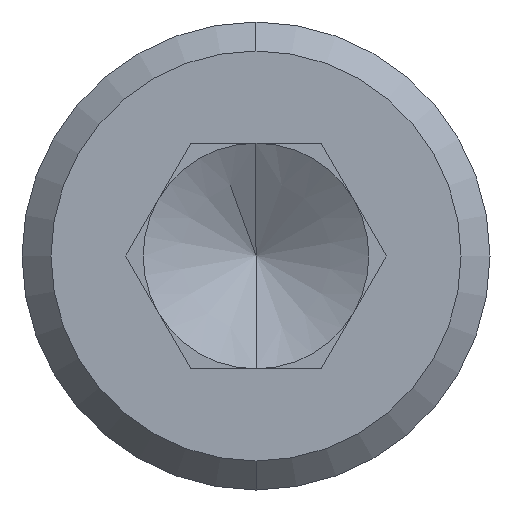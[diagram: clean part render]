
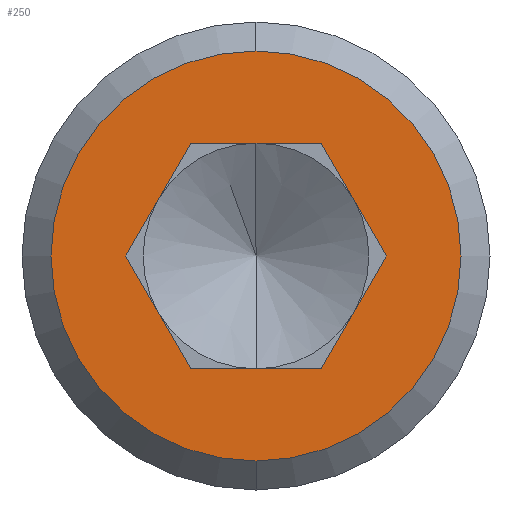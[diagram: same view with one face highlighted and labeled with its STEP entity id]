
A CAD part, left-side view. The second image highlights one B-rep face of the part: STEP entity #250.
In plain terms, the highlighted planar face has unit normal (-1, 0, 0).
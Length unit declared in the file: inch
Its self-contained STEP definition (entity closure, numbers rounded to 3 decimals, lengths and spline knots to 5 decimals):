
#3 = ORIENTED_EDGE ( 'NONE', *, *, #388, .T. ) ;
#7 = VERTEX_POINT ( 'NONE', #617 ) ;
#11 = LINE ( 'NONE', #633, #322 ) ;
#21 = ORIENTED_EDGE ( 'NONE', *, *, #421, .T. ) ;
#23 = LINE ( 'NONE', #43, #596 ) ;
#26 = DIRECTION ( 'NONE',  ( -1., 0., 0. ) ) ;
#29 = PLANE ( 'NONE',  #457 ) ;
#43 = CARTESIAN_POINT ( 'NONE',  ( 0., -0.03147, 0.0545 ) ) ;
#44 = LINE ( 'NONE', #723, #428 ) ;
#50 = ORIENTED_EDGE ( 'NONE', *, *, #127, .F. ) ;
#85 = ORIENTED_EDGE ( 'NONE', *, *, #708, .F. ) ;
#88 = EDGE_CURVE ( 'NONE', #351, #534, #11, .T. ) ;
#123 = VERTEX_POINT ( 'NONE', #136 ) ;
#127 = EDGE_CURVE ( 'NONE', #220, #123, #792, .T. ) ;
#136 = CARTESIAN_POINT ( 'NONE',  ( 0., 0.03147, 0.0545 ) ) ;
#137 = VERTEX_POINT ( 'NONE', #204 ) ;
#138 = DIRECTION ( 'NONE',  ( 0., 1., 0. ) ) ;
#142 = FACE_OUTER_BOUND ( 'NONE', #736, .T. ) ;
#171 = EDGE_CURVE ( 'NONE', #224, #7, #266, .T. ) ;
#189 = CARTESIAN_POINT ( 'NONE',  ( 0., 0.03147, -0.0545 ) ) ;
#204 = CARTESIAN_POINT ( 'NONE',  ( 0., -0.06293, 0. ) ) ;
#220 = VERTEX_POINT ( 'NONE', #393 ) ;
#224 = VERTEX_POINT ( 'NONE', #755 ) ;
#236 = CARTESIAN_POINT ( 'NONE',  ( 0., 0., 0. ) ) ;
#250 = ADVANCED_FACE ( 'NONE', ( #443, #142 ), #29, .T. ) ;
#264 = DIRECTION ( 'NONE',  ( 0., -0.5, -0.866 ) ) ;
#266 = CIRCLE ( 'NONE', #673, 0.099 ) ;
#277 = CARTESIAN_POINT ( 'NONE',  ( 0., 0.03147, -0.0545 ) ) ;
#287 = DIRECTION ( 'NONE',  ( -1., 0., 0. ) ) ;
#312 = LINE ( 'NONE', #189, #545 ) ;
#322 = VECTOR ( 'NONE', #264, 39.37008 ) ;
#351 = VERTEX_POINT ( 'NONE', #785 ) ;
#361 = CARTESIAN_POINT ( 'NONE',  ( 0., -0.03147, -0.0545 ) ) ;
#367 = VECTOR ( 'NONE', #138, 39.37008 ) ;
#368 = CIRCLE ( 'NONE', #717, 0.099 ) ;
#373 = ORIENTED_EDGE ( 'NONE', *, *, #88, .F. ) ;
#388 = EDGE_CURVE ( 'NONE', #7, #224, #368, .T. ) ;
#393 = CARTESIAN_POINT ( 'NONE',  ( 0., -0.03147, 0.0545 ) ) ;
#398 = DIRECTION ( 'NONE',  ( 0., 0., 1. ) ) ;
#401 = EDGE_CURVE ( 'NONE', #137, #464, #44, .T. ) ;
#402 = DIRECTION ( 'NONE',  ( 0., 0., 1. ) ) ;
#421 = EDGE_CURVE ( 'NONE', #220, #137, #23, .T. ) ;
#428 = VECTOR ( 'NONE', #726, 39.37008 ) ;
#443 = FACE_BOUND ( 'NONE', #506, .T. ) ;
#457 = AXIS2_PLACEMENT_3D ( 'NONE', #709, #26, #398 ) ;
#464 = VERTEX_POINT ( 'NONE', #361 ) ;
#488 = CARTESIAN_POINT ( 'NONE',  ( 0., 0.06293, 0. ) ) ;
#503 = CARTESIAN_POINT ( 'NONE',  ( 0., 0., 0. ) ) ;
#506 = EDGE_LOOP ( 'NONE', ( #700, #50, #21, #537, #85, #373 ) ) ;
#523 = DIRECTION ( 'NONE',  ( 0., -0.5, -0.866 ) ) ;
#534 = VERTEX_POINT ( 'NONE', #277 ) ;
#537 = ORIENTED_EDGE ( 'NONE', *, *, #401, .T. ) ;
#544 = DIRECTION ( 'NONE',  ( -1., 0., 0. ) ) ;
#545 = VECTOR ( 'NONE', #614, 39.37008 ) ;
#594 = DIRECTION ( 'NONE',  ( 0., 0., 1. ) ) ;
#596 = VECTOR ( 'NONE', #523, 39.37008 ) ;
#604 = LINE ( 'NONE', #488, #643 ) ;
#614 = DIRECTION ( 'NONE',  ( 0., -1., 0. ) ) ;
#617 = CARTESIAN_POINT ( 'NONE',  ( 0., 0., 0.099 ) ) ;
#625 = CARTESIAN_POINT ( 'NONE',  ( 0., -0.03147, 0.0545 ) ) ;
#633 = CARTESIAN_POINT ( 'NONE',  ( 0., 0.06293, 0. ) ) ;
#643 = VECTOR ( 'NONE', #739, 39.37008 ) ;
#673 = AXIS2_PLACEMENT_3D ( 'NONE', #503, #544, #402 ) ;
#697 = EDGE_CURVE ( 'NONE', #351, #123, #604, .T. ) ;
#700 = ORIENTED_EDGE ( 'NONE', *, *, #697, .T. ) ;
#708 = EDGE_CURVE ( 'NONE', #534, #464, #312, .T. ) ;
#709 = CARTESIAN_POINT ( 'NONE',  ( 0., 0., 0. ) ) ;
#717 = AXIS2_PLACEMENT_3D ( 'NONE', #236, #287, #594 ) ;
#723 = CARTESIAN_POINT ( 'NONE',  ( 0., -0.06293, 0. ) ) ;
#725 = ORIENTED_EDGE ( 'NONE', *, *, #171, .T. ) ;
#726 = DIRECTION ( 'NONE',  ( 0., 0.5, -0.866 ) ) ;
#736 = EDGE_LOOP ( 'NONE', ( #725, #3 ) ) ;
#739 = DIRECTION ( 'NONE',  ( 0., -0.5, 0.866 ) ) ;
#755 = CARTESIAN_POINT ( 'NONE',  ( 0., 0., -0.099 ) ) ;
#785 = CARTESIAN_POINT ( 'NONE',  ( 0., 0.06293, 0. ) ) ;
#792 = LINE ( 'NONE', #625, #367 ) ;
